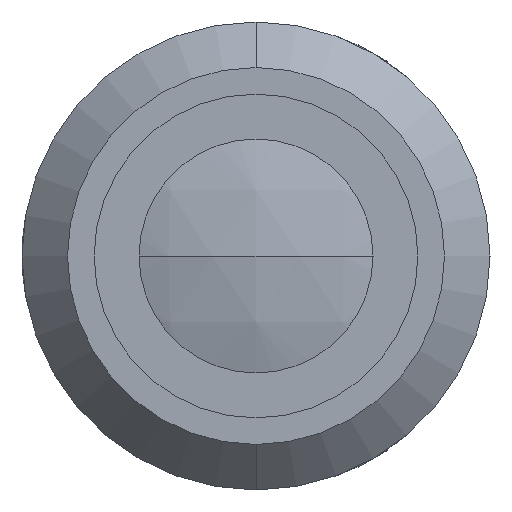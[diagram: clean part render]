
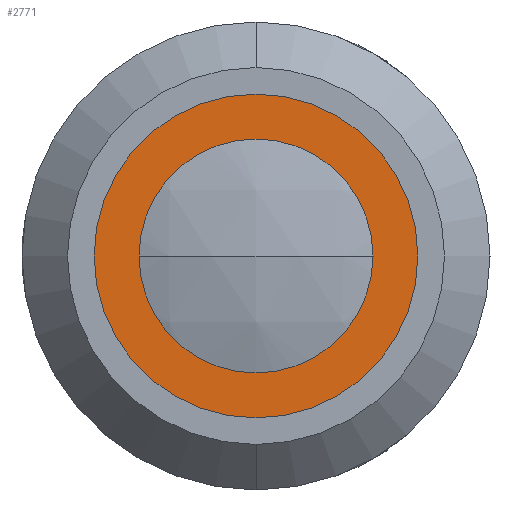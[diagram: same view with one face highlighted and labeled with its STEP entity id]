
A CAD part, left-side view. The second image highlights one B-rep face of the part: STEP entity #2771.
In plain terms, the highlighted planar face has unit normal (-1, 0, 0).
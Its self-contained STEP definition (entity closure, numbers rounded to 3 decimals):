
#195 = VERTEX_POINT ( 'NONE', #4132 ) ;
#285 = DIRECTION ( 'NONE',  ( -1., 0., 0. ) ) ;
#293 = AXIS2_PLACEMENT_3D ( 'NONE', #1178, #550, #2180 ) ;
#350 = ORIENTED_EDGE ( 'NONE', *, *, #3322, .T. ) ;
#440 = CIRCLE ( 'NONE', #3167, 9. ) ;
#501 = AXIS2_PLACEMENT_3D ( 'NONE', #1747, #2507, #3811 ) ;
#550 = DIRECTION ( 'NONE',  ( -1., 0., 0. ) ) ;
#701 = AXIS2_PLACEMENT_3D ( 'NONE', #2297, #1270, #2249 ) ;
#924 = EDGE_CURVE ( 'NONE', #2722, #195, #440, .T. ) ;
#1178 = CARTESIAN_POINT ( 'NONE',  ( 3.5, 0., 0. ) ) ;
#1270 = DIRECTION ( 'NONE',  ( -1., 0., 0. ) ) ;
#1375 = DIRECTION ( 'NONE',  ( 0., 0., 1. ) ) ;
#1505 = ORIENTED_EDGE ( 'NONE', *, *, #3106, .T. ) ;
#1747 = CARTESIAN_POINT ( 'NONE',  ( 3.5, 13.2, 0. ) ) ;
#1796 = CIRCLE ( 'NONE', #4195, 9. ) ;
#1860 = FACE_BOUND ( 'NONE', #2005, .T. ) ;
#2005 = EDGE_LOOP ( 'NONE', ( #2708, #3375 ) ) ;
#2089 = PLANE ( 'NONE',  #501 ) ;
#2180 = DIRECTION ( 'NONE',  ( 0., 0., 1. ) ) ;
#2249 = DIRECTION ( 'NONE',  ( 0., 0., 1. ) ) ;
#2297 = CARTESIAN_POINT ( 'NONE',  ( 3.5, 0., 0. ) ) ;
#2298 = DIRECTION ( 'NONE',  ( -1., 0., 0. ) ) ;
#2336 = CARTESIAN_POINT ( 'NONE',  ( 3.5, 0., 0. ) ) ;
#2456 = EDGE_CURVE ( 'NONE', #195, #2722, #1796, .T. ) ;
#2507 = DIRECTION ( 'NONE',  ( 1., 0., 0. ) ) ;
#2558 = CARTESIAN_POINT ( 'NONE',  ( 3.5, 0., 0. ) ) ;
#2708 = ORIENTED_EDGE ( 'NONE', *, *, #924, .F. ) ;
#2722 = VERTEX_POINT ( 'NONE', #3046 ) ;
#2771 = ADVANCED_FACE ( 'NONE', ( #1860, #4044 ), #2089, .F. ) ;
#2867 = VERTEX_POINT ( 'NONE', #3622 ) ;
#3046 = CARTESIAN_POINT ( 'NONE',  ( 3.5, 0., 9. ) ) ;
#3106 = EDGE_CURVE ( 'NONE', #3630, #2867, #3713, .T. ) ;
#3167 = AXIS2_PLACEMENT_3D ( 'NONE', #2558, #285, #3868 ) ;
#3322 = EDGE_CURVE ( 'NONE', #2867, #3630, #3368, .T. ) ;
#3368 = CIRCLE ( 'NONE', #701, 13.2 ) ;
#3375 = ORIENTED_EDGE ( 'NONE', *, *, #2456, .F. ) ;
#3622 = CARTESIAN_POINT ( 'NONE',  ( 3.5, 0., 13.2 ) ) ;
#3630 = VERTEX_POINT ( 'NONE', #3762 ) ;
#3713 = CIRCLE ( 'NONE', #293, 13.2 ) ;
#3762 = CARTESIAN_POINT ( 'NONE',  ( 3.5, 0., -13.2 ) ) ;
#3811 = DIRECTION ( 'NONE',  ( 0., 0., -1. ) ) ;
#3868 = DIRECTION ( 'NONE',  ( 0., 0., 1. ) ) ;
#4044 = FACE_OUTER_BOUND ( 'NONE', #4048, .T. ) ;
#4048 = EDGE_LOOP ( 'NONE', ( #350, #1505 ) ) ;
#4132 = CARTESIAN_POINT ( 'NONE',  ( 3.5, 0., -9. ) ) ;
#4195 = AXIS2_PLACEMENT_3D ( 'NONE', #2336, #2298, #1375 ) ;
